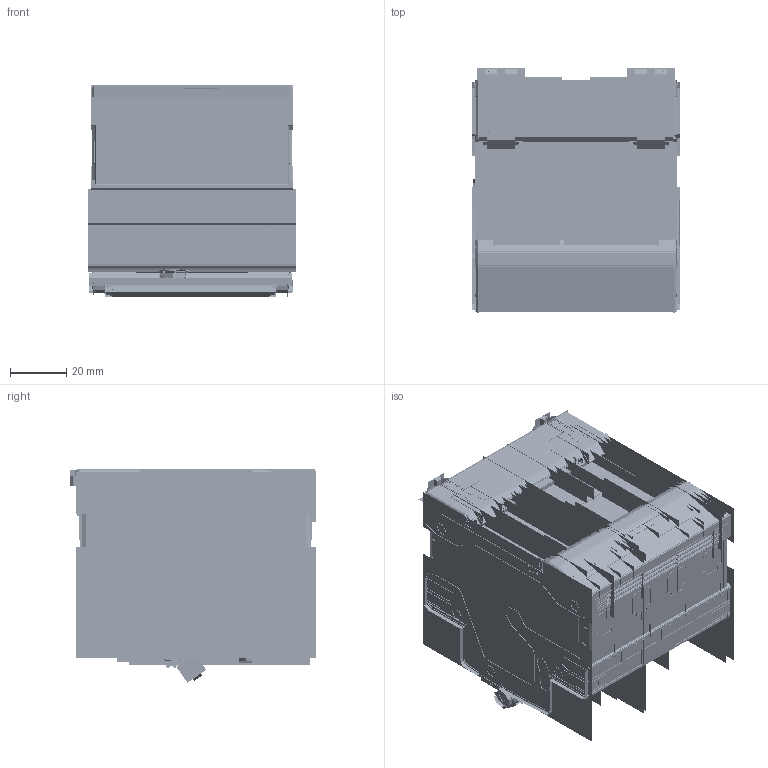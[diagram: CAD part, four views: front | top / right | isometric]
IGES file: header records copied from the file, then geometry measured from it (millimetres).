
Start section:  PTC IGES file: 2ztd256335_asm.igs
Global section: file name: 2ztd256335_asm.igs; native system: Pro/ENGINEER by Parametric Technology Corporation; preprocessor: 2009460; author: zdgs101; organization: Unknown; date: 20170402.140130; units: metre
Bounding box: 74.05 x 88.18 x 76.09 mm (x, y, z)
Surface area: 989127 mm2 (no closed solid volume)
Topology: 0 solids, 0 shells, 17986 faces, 329408 edges, 429025 vertices
Faces by surface type: bspline 14476, revolution 3494, extrusion 16
